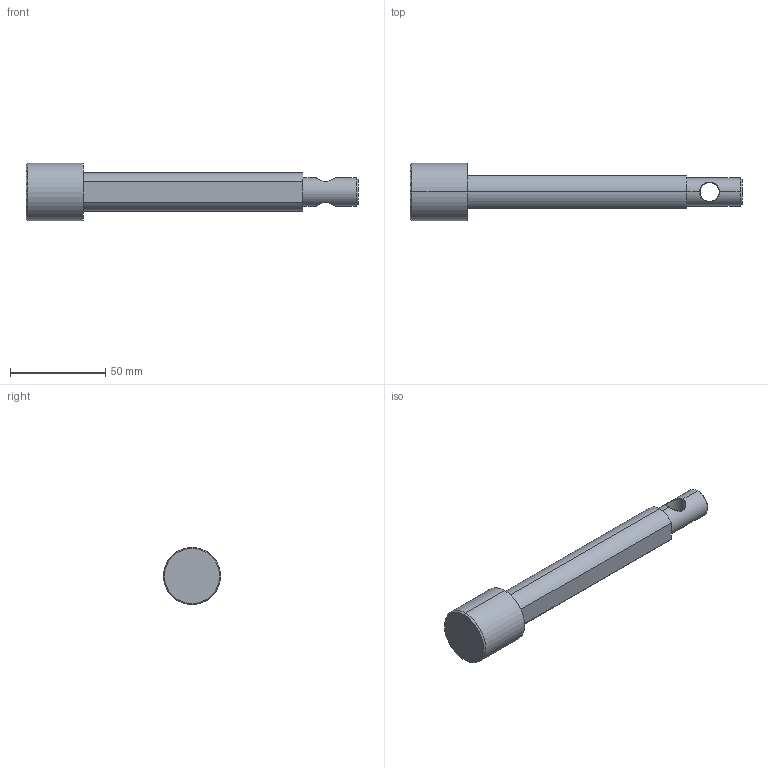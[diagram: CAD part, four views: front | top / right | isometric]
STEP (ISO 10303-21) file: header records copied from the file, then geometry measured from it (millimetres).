
FILE_DESCRIPTION(('STEP AP214'),'1');
FILE_NAME('tmp0.step','2021-03-09T10:36:41',(' '),(' '),'Spatial InterOp 3D',' ',' ');
FILE_SCHEMA(('AUTOMOTIVE_DESIGN { 1 0 10303 214 1 1 1 1 }'));
Length unit declared in the file: millimetre
Products named in the file (1): 1
Bounding box: 174 x 30 x 30 mm (x, y, z)
Volume: 58841.6 mm3; surface area: 12875.2 mm2
Topology: 1 solids, 1 shells, 24 faces, 62 edges, 40 vertices
Faces by surface type: cylinder 10, plane 6, bspline 4, cone 4
Entity records: 1775 total; most frequent: CARTESIAN_POINT 1187, ORIENTED_EDGE 124, DIRECTION 106, EDGE_CURVE 62, AXIS2_PLACEMENT_3D 41, VERTEX_POINT 40, EDGE_LOOP 26, ADVANCED_FACE 24
